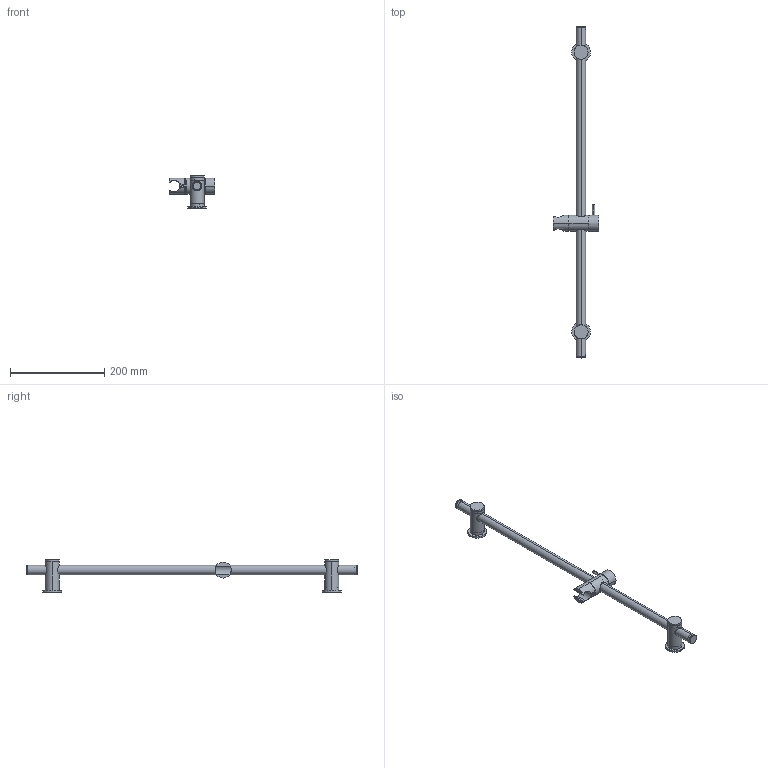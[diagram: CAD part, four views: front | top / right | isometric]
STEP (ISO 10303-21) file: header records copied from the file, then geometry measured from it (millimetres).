
FILE_DESCRIPTION (( 'STEP AP214' ), '1' );
FILE_NAME ('CHV.0003 3D.STEP', '2023-05-10T14:22:11', ( '' ), ( '' ), 'SwSTEP 2.0', 'SolidWorks 2022', '' );
FILE_SCHEMA (( 'AUTOMOTIVE_DESIGN' ));
Length unit declared in the file: millimetre
Products named in the file (11): 010206708900; 010209406500; 010228400000; 010211406400; 010208700500; 010212902100; 010208402100; 014000300200; CHV.0003 3D; 010209406400; 010211329000
Assembly tree (15 placements, depth 2):
  CHV.0003 3D
    010206708900  x2
    010208402100  x2
    010208700500
    010209406400  x2
    010209406500
    010211329000
    010211406400
    010212902100
    010228400000  x2
    014000300200  x2
Bounding box: 96 x 705 x 69 mm (x, y, z)
Volume: 104871.8 mm3; surface area: 147618.5 mm2
Topology: 15 solids, 15 shells, 208 faces, 454 edges, 296 vertices
Faces by surface type: cylinder 140, plane 68
Entity records: 6785 total; most frequent: CARTESIAN_POINT 2953, DIRECTION 736, ORIENTED_EDGE 656, EDGE_CURVE 328, AXIS2_PLACEMENT_3D 306, VERTEX_POINT 212, EDGE_LOOP 188, ADVANCED_FACE 146
